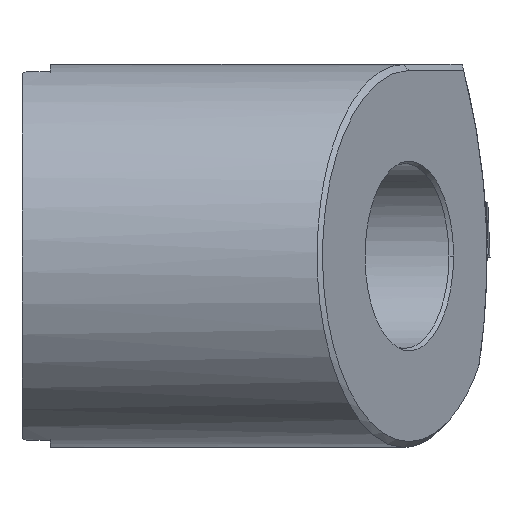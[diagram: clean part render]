
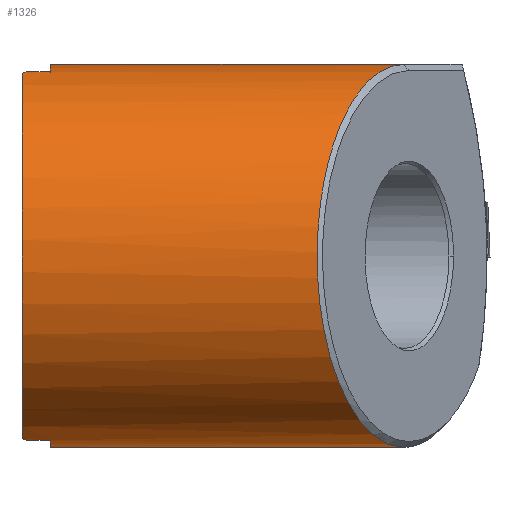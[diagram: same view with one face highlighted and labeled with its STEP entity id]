
A CAD part, left-side view. The second image highlights one B-rep face of the part: STEP entity #1326.
In plain terms, the highlighted cylindrical face has radius 14.5 mm (diameter 29 mm), a partial arc.
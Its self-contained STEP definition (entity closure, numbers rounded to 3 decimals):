
#782=VERTEX_POINT('NONE',#2253);
#848=EDGE_CURVE('NONE',#1540,#1224,#2324,.F.);
#966=VERTEX_POINT('NONE',#2456);
#1004=EDGE_CURVE('NONE',#1066,#782,#2499,.F.);
#1066=VERTEX_POINT('NONE',#2565);
#1082=EDGE_CURVE('',#1224,#2042,#2581,.T.);
#1130=VERTEX_POINT('NONE',#2630);
#1170=EDGE_CURVE('NONE',#1842,#1066,#2673,.T.);
#1224=VERTEX_POINT('NONE',#2736);
#1236=VERTEX_POINT('NONE',#2748);
#1326=ADVANCED_FACE('Fl�che1',(#2846),#2847,.T.);
#1338=VERTEX_POINT('NONE',#2859);
#1502=EDGE_CURVE('NONE',#1130,#1842,#3043,.F.);
#1522=EDGE_CURVE('NONE',#782,#1236,#3065,.F.);
#1540=VERTEX_POINT('NONE',#3083);
#1692=EDGE_CURVE('NONE',#2042,#1130,#3249,.T.);
#1840=EDGE_CURVE('NONE',#966,#1540,#3414,.F.);
#1842=VERTEX_POINT('NONE',#3416);
#1880=EDGE_CURVE('NONE',#1236,#2194,#3455,.F.);
#1906=EDGE_CURVE('NONE',#1338,#966,#3486,.F.);
#2042=VERTEX_POINT('',#3638);
#2102=EDGE_CURVE('NONE',#2194,#1338,#3703,.F.);
#2194=VERTEX_POINT('NONE',#3806);
#2253=CARTESIAN_POINT('',(-3.9,-2.15,13.966));
#2324=CIRCLE('',#4083,14.5);
#2456=CARTESIAN_POINT('',(-3.9,-0.42,-13.966));
#2499=CIRCLE('',#4403,14.5);
#2565=CARTESIAN_POINT('',(0.0,-2.15,14.5));
#2581=LINE('',#4556,#4557);
#2630=CARTESIAN_POINT('',(0.0,-28.899,14.5));
#2673=LINE('',#4737,#4738);
#2736=CARTESIAN_POINT('',(0.,-2.15,-14.5));
#2748=CARTESIAN_POINT('',(-3.9,-0.42,13.966));
#2846=FACE_OUTER_BOUND('',#5000,.T.);
#2847=CYLINDRICAL_SURFACE('',#5001,14.5);
#2859=CARTESIAN_POINT('',(-4.32,0.0,-13.842));
#3043=LINE('',#5304,#5305);
#3065=LINE('',#5333,#5334);
#3083=CARTESIAN_POINT('',(-3.9,-2.15,-13.966));
#3249=B_SPLINE_CURVE_WITH_KNOTS('',3,(#5701,#5702,#5703,#5704,#5705,#5706,#5707,#5708,#5709,#5710,#5711,#5712,#5713,#5714,#5715,#5716,#5717,#5718,#5719,#5720,#5721,#5722,#5723,#5724,#5725,#5726,#5727,#5728,#5729,#5730,#5731,#5732,#5733,#5734,#5735,#5736,#5737,#5738,#5739,#5740,#5741,#5742,#5743,#5744,#5745,#5746,#5747,#5748,#5749,#5750,#5751,#5752,#5753,#5754),.UNSPECIFIED.,.F.,.F.,(4,2,2,2,2,2,2,2,2,2,2,2,2,2,2,2,2,2,2,2,2,2,2,2,2,2,4),(-54.801,-51.188,-47.725,-45.377,-42.774,-38.862,-35.803,-33.965,-30.721,-27.893,-26.191,-20.361,-19.621,-17.892,-12.559,-9.16,-6.196,-2.799,-0.676,-0.621,-0.562,-0.472,-0.398,-0.325,-0.211,-0.111,-0.0),.UNSPECIFIED.);
#3414=LINE('',#5994,#5995);
#3416=CARTESIAN_POINT('',(0.0,-21.75,14.5));
#3455=ELLIPSE('',#6086,20.506,14.5);
#3486=ELLIPSE('',#6141,20.506,14.5);
#3638=CARTESIAN_POINT('',(0.,-28.9,-14.5));
#3703=CIRCLE('',#6614,14.5);
#3806=CARTESIAN_POINT('',(-4.32,0.0,13.842));
#4083=AXIS2_PLACEMENT_3D('',#7031,#7032,#7033);
#4403=AXIS2_PLACEMENT_3D('',#7247,#7248,#7249);
#4556=CARTESIAN_POINT('',(0.,-14.45,-14.5));
#4557=VECTOR('',#7303,1.0);
#4737=CARTESIAN_POINT('',(0.0,-29.17,14.5));
#4738=VECTOR('',#7369,1000.0);
#5000=EDGE_LOOP('',(#7559,#7560,#7561,#7562,#7563,#7564,#7565,#7566,#7567,#7568,#7569));
#5001=AXIS2_PLACEMENT_3D('',#7570,#7571,#7572);
#5304=CARTESIAN_POINT('',(0.0,-29.17,14.5));
#5305=VECTOR('',#7775,1.0);
#5333=CARTESIAN_POINT('',(-3.9,-29.17,13.966));
#5334=VECTOR('',#7795,1.0);
#5701=CARTESIAN_POINT('',(1.664,-29.65,-14.404));
#5702=CARTESIAN_POINT('',(0.663,-29.199,-14.52));
#5703=CARTESIAN_POINT('',(-0.347,-28.745,-14.531));
#5704=CARTESIAN_POINT('',(-2.309,-27.856,-14.347));
#5705=CARTESIAN_POINT('',(-3.262,-27.423,-14.162));
#5706=CARTESIAN_POINT('',(-4.822,-26.717,-13.691));
#5707=CARTESIAN_POINT('',(-5.441,-26.437,-13.457));
#5708=CARTESIAN_POINT('',(-6.714,-25.863,-12.873));
#5709=CARTESIAN_POINT('',(-7.362,-25.571,-12.514));
#5710=CARTESIAN_POINT('',(-8.918,-24.869,-11.488));
#5711=CARTESIAN_POINT('',(-9.788,-24.473,-10.759));
#5712=CARTESIAN_POINT('',(-11.183,-23.842,-9.274));
#5713=CARTESIAN_POINT('',(-11.738,-23.592,-8.562));
#5714=CARTESIAN_POINT('',(-12.52,-23.24,-7.334));
#5715=CARTESIAN_POINT('',(-12.789,-23.119,-6.855));
#5716=CARTESIAN_POINT('',(-13.457,-22.816,-5.486));
#5717=CARTESIAN_POINT('',(-13.797,-22.661,-4.566));
#5718=CARTESIAN_POINT('',(-14.257,-22.452,-2.78));
#5719=CARTESIAN_POINT('',(-14.397,-22.39,-1.929));
#5720=CARTESIAN_POINT('',(-14.499,-22.345,-0.549));
#5721=CARTESIAN_POINT('',(-14.509,-22.341,-0.029));
#5722=CARTESIAN_POINT('',(-14.431,-22.377,2.271));
#5723=CARTESIAN_POINT('',(-14.046,-22.547,4.007));
#5724=CARTESIAN_POINT('',(-13.277,-22.897,5.833));
#5725=CARTESIAN_POINT('',(-13.186,-22.938,6.036));
#5726=CARTESIAN_POINT('',(-12.867,-23.083,6.706));
#5727=CARTESIAN_POINT('',(-12.619,-23.195,7.16));
#5728=CARTESIAN_POINT('',(-11.517,-23.694,8.952));
#5729=CARTESIAN_POINT('',(-10.482,-24.158,10.137));
#5730=CARTESIAN_POINT('',(-8.542,-25.036,11.758));
#5731=CARTESIAN_POINT('',(-7.731,-25.405,12.305));
#5732=CARTESIAN_POINT('',(-6.138,-26.124,13.164));
#5733=CARTESIAN_POINT('',(-5.366,-26.472,13.496));
#5734=CARTESIAN_POINT('',(-3.668,-27.239,14.061));
#5735=CARTESIAN_POINT('',(-2.737,-27.661,14.271));
#5736=CARTESIAN_POINT('',(-1.208,-28.353,14.462));
#5737=CARTESIAN_POINT('',(-0.617,-28.621,14.499));
#5738=CARTESIAN_POINT('',(-0.009,-28.895,14.5));
#5739=CARTESIAN_POINT('',(0.007,-28.902,14.5));
#5740=CARTESIAN_POINT('',(0.042,-28.918,14.5));
#5741=CARTESIAN_POINT('',(0.06,-28.926,14.5));
#5742=CARTESIAN_POINT('',(0.105,-28.946,14.5));
#5743=CARTESIAN_POINT('',(0.132,-28.959,14.499));
#5744=CARTESIAN_POINT('',(0.182,-28.982,14.499));
#5745=CARTESIAN_POINT('',(0.204,-28.992,14.499));
#5746=CARTESIAN_POINT('',(0.249,-29.013,14.498));
#5747=CARTESIAN_POINT('',(0.27,-29.023,14.497));
#5748=CARTESIAN_POINT('',(0.327,-29.05,14.496));
#5749=CARTESIAN_POINT('',(0.361,-29.066,14.496));
#5750=CARTESIAN_POINT('',(0.425,-29.097,14.494));
#5751=CARTESIAN_POINT('',(0.455,-29.112,14.493));
#5752=CARTESIAN_POINT('',(0.519,-29.143,14.491));
#5753=CARTESIAN_POINT('',(0.552,-29.159,14.49));
#5754=CARTESIAN_POINT('',(0.585,-29.175,14.488));
#5994=CARTESIAN_POINT('',(-3.9,-29.17,-13.966));
#5995=VECTOR('',#8174,1.0);
#6086=AXIS2_PLACEMENT_3D('',#8203,#8204,#8205);
#6141=AXIS2_PLACEMENT_3D('',#8264,#8265,#8266);
#6614=AXIS2_PLACEMENT_3D('',#8522,#8523,#8524);
#7031=CARTESIAN_POINT('',(0.0,-2.15,0.0));
#7032=DIRECTION('',(0.0,1.0,0.0));
#7033=DIRECTION('',(0.0,0.0,1.0));
#7247=CARTESIAN_POINT('',(0.0,-2.15,0.0));
#7248=DIRECTION('',(0.0,1.0,0.0));
#7249=DIRECTION('',(0.0,0.0,1.0));
#7303=DIRECTION('',(0.0,-1.0,0.0));
#7369=DIRECTION('',(-0.0,1.0,0.0));
#7559=ORIENTED_EDGE('',*,*,#1082,.T.);
#7560=ORIENTED_EDGE('',*,*,#1692,.T.);
#7561=ORIENTED_EDGE('',*,*,#1502,.T.);
#7562=ORIENTED_EDGE('',*,*,#1170,.T.);
#7563=ORIENTED_EDGE('',*,*,#1004,.T.);
#7564=ORIENTED_EDGE('',*,*,#1522,.T.);
#7565=ORIENTED_EDGE('',*,*,#1880,.T.);
#7566=ORIENTED_EDGE('',*,*,#2102,.T.);
#7567=ORIENTED_EDGE('',*,*,#1906,.T.);
#7568=ORIENTED_EDGE('',*,*,#1840,.T.);
#7569=ORIENTED_EDGE('',*,*,#848,.T.);
#7570=CARTESIAN_POINT('',(0.0,-29.17,0.0));
#7571=DIRECTION('',(-0.0,1.0,-0.0));
#7572=DIRECTION('',(0.0,0.0,1.0));
#7775=DIRECTION('',(0.0,-1.0,0.0));
#7795=DIRECTION('',(0.0,-1.0,0.0));
#8174=DIRECTION('',(-0.0,1.0,0.0));
#8203=CARTESIAN_POINT('',(0.0,-4.32,0.0));
#8204=DIRECTION('',(0.707,0.707,0.0));
#8205=DIRECTION('',(-0.707,0.707,-0.0));
#8264=CARTESIAN_POINT('',(0.0,-4.32,0.0));
#8265=DIRECTION('',(0.707,0.707,0.0));
#8266=DIRECTION('',(-0.707,0.707,-0.0));
#8522=CARTESIAN_POINT('',(0.0,0.0,0.0));
#8523=DIRECTION('',(-0.0,1.0,0.0));
#8524=DIRECTION('',(0.0,0.0,1.0));
